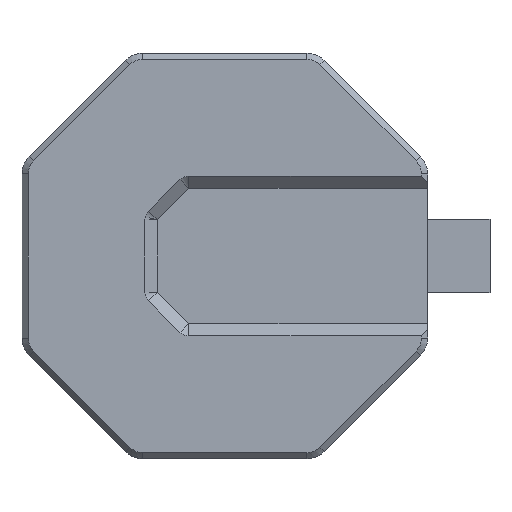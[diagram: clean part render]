
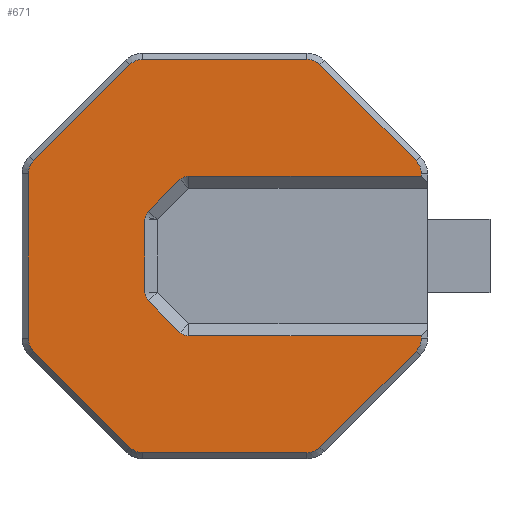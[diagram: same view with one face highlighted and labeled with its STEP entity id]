
A CAD part, front view. The second image highlights one B-rep face of the part: STEP entity #671.
In plain terms, the highlighted planar face has unit normal (0, -1, 0).
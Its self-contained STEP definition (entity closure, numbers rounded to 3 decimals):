
#5=DIRECTION('',(1.,0.,0.));
#6=VECTOR('',#5,37.887);
#7=CARTESIAN_POINT('',(-5.887,-9.,13.));
#8=LINE('',#7,#6);
#9=CARTESIAN_POINT('',(-5.887,-9.,11.));
#10=DIRECTION('',(0.,1.,0.));
#11=DIRECTION('',(-0.707,0.,0.707));
#12=AXIS2_PLACEMENT_3D('',#9,#10,#11);
#14=DIRECTION('',(0.707,0.,0.707));
#15=VECTOR('',#14,7.23);
#16=CARTESIAN_POINT('',(-12.414,-9.,7.302));
#17=LINE('',#16,#15);
#18=CARTESIAN_POINT('',(-11.,-9.,5.887));
#19=DIRECTION('',(0.,1.,0.));
#20=DIRECTION('',(-1.,0.,0.));
#21=AXIS2_PLACEMENT_3D('',#18,#19,#20);
#23=DIRECTION('',(0.,0.,1.));
#24=VECTOR('',#23,11.775);
#25=CARTESIAN_POINT('',(-13.,-9.,-5.887));
#26=LINE('',#25,#24);
#27=CARTESIAN_POINT('',(-11.,-9.,-5.887));
#28=DIRECTION('',(0.,1.,0.));
#29=DIRECTION('',(-0.707,0.,-0.707));
#30=AXIS2_PLACEMENT_3D('',#27,#28,#29);
#32=DIRECTION('',(-0.707,0.,0.707));
#33=VECTOR('',#32,7.23);
#34=CARTESIAN_POINT('',(-7.302,-9.,-12.414));
#35=LINE('',#34,#33);
#36=CARTESIAN_POINT('',(-5.887,-9.,-11.));
#37=DIRECTION('',(0.,1.,0.));
#38=DIRECTION('',(0.,0.,-1.));
#39=AXIS2_PLACEMENT_3D('',#36,#37,#38);
#41=DIRECTION('',(-1.,0.,0.));
#42=VECTOR('',#41,37.887);
#43=CARTESIAN_POINT('',(32.,-9.,-13.));
#44=LINE('',#43,#42);
#45=DIRECTION('',(0.,0.,1.));
#46=VECTOR('',#45,0.343);
#47=CARTESIAN_POINT('',(32.,-9.,-13.343));
#48=LINE('',#47,#46);
#49=CARTESIAN_POINT('',(29.,-9.,-13.343));
#50=DIRECTION('',(0.,-1.,0.));
#51=DIRECTION('',(0.707,0.,-0.707));
#52=AXIS2_PLACEMENT_3D('',#49,#50,#51);
#54=DIRECTION('',(0.707,0.,0.707));
#55=VECTOR('',#54,22.142);
#56=CARTESIAN_POINT('',(15.464,-9.,-31.121));
#57=LINE('',#56,#55);
#58=CARTESIAN_POINT('',(13.343,-9.,-29.));
#59=DIRECTION('',(0.,-1.,0.));
#60=DIRECTION('',(0.,0.,-1.));
#61=AXIS2_PLACEMENT_3D('',#58,#59,#60);
#63=DIRECTION('',(1.,0.,0.));
#64=VECTOR('',#63,26.686);
#65=CARTESIAN_POINT('',(-13.343,-9.,-32.));
#66=LINE('',#65,#64);
#67=CARTESIAN_POINT('',(-13.343,-9.,-29.));
#68=DIRECTION('',(0.,-1.,0.));
#69=DIRECTION('',(-0.707,0.,-0.707));
#70=AXIS2_PLACEMENT_3D('',#67,#68,#69);
#72=DIRECTION('',(0.707,0.,-0.707));
#73=VECTOR('',#72,22.142);
#74=CARTESIAN_POINT('',(-31.121,-9.,-15.464));
#75=LINE('',#74,#73);
#76=CARTESIAN_POINT('',(-29.,-9.,-13.343));
#77=DIRECTION('',(0.,-1.,0.));
#78=DIRECTION('',(-1.,0.,0.));
#79=AXIS2_PLACEMENT_3D('',#76,#77,#78);
#81=DIRECTION('',(0.,0.,-1.));
#82=VECTOR('',#81,26.686);
#83=CARTESIAN_POINT('',(-32.,-9.,13.343));
#84=LINE('',#83,#82);
#85=CARTESIAN_POINT('',(-29.,-9.,13.343));
#86=DIRECTION('',(0.,-1.,0.));
#87=DIRECTION('',(-0.707,0.,0.707));
#88=AXIS2_PLACEMENT_3D('',#85,#86,#87);
#90=DIRECTION('',(-0.707,0.,-0.707));
#91=VECTOR('',#90,22.142);
#92=CARTESIAN_POINT('',(-15.464,-9.,31.121));
#93=LINE('',#92,#91);
#94=CARTESIAN_POINT('',(-13.343,-9.,29.));
#95=DIRECTION('',(0.,-1.,0.));
#96=DIRECTION('',(0.,0.,1.));
#97=AXIS2_PLACEMENT_3D('',#94,#95,#96);
#99=DIRECTION('',(-1.,0.,0.));
#100=VECTOR('',#99,26.686);
#101=CARTESIAN_POINT('',(13.343,-9.,32.));
#102=LINE('',#101,#100);
#103=CARTESIAN_POINT('',(13.343,-9.,29.));
#104=DIRECTION('',(0.,-1.,0.));
#105=DIRECTION('',(0.707,0.,0.707));
#106=AXIS2_PLACEMENT_3D('',#103,#104,#105);
#108=DIRECTION('',(-0.707,0.,0.707));
#109=VECTOR('',#108,22.142);
#110=CARTESIAN_POINT('',(31.121,-9.,15.464));
#111=LINE('',#110,#109);
#112=CARTESIAN_POINT('',(29.,-9.,13.343));
#113=DIRECTION('',(0.,-1.,0.));
#114=DIRECTION('',(1.,0.,0.));
#115=AXIS2_PLACEMENT_3D('',#112,#113,#114);
#117=DIRECTION('',(0.,0.,1.));
#118=VECTOR('',#117,0.343);
#119=CARTESIAN_POINT('',(32.,-9.,13.));
#120=LINE('',#119,#118);
#465=CARTESIAN_POINT('',(31.121,-9.,-15.464));
#466=CARTESIAN_POINT('',(32.,-9.,-13.343));
#467=VERTEX_POINT('',#465);
#468=VERTEX_POINT('',#466);
#473=CARTESIAN_POINT('',(32.,-9.,13.343));
#474=CARTESIAN_POINT('',(31.121,-9.,15.464));
#475=VERTEX_POINT('',#473);
#476=VERTEX_POINT('',#474);
#481=CARTESIAN_POINT('',(15.464,-9.,31.121));
#482=VERTEX_POINT('',#481);
#485=CARTESIAN_POINT('',(13.343,-9.,32.));
#486=VERTEX_POINT('',#485);
#489=CARTESIAN_POINT('',(-13.343,-9.,32.));
#490=VERTEX_POINT('',#489);
#493=CARTESIAN_POINT('',(-15.464,-9.,31.121));
#494=VERTEX_POINT('',#493);
#497=CARTESIAN_POINT('',(-31.121,-9.,15.464));
#498=VERTEX_POINT('',#497);
#501=CARTESIAN_POINT('',(-32.,-9.,13.343));
#502=VERTEX_POINT('',#501);
#505=CARTESIAN_POINT('',(-32.,-9.,
-13.343));
#506=VERTEX_POINT('',#505);
#509=CARTESIAN_POINT('',(-31.121,-9.,-15.464));
#510=VERTEX_POINT('',#509);
#513=CARTESIAN_POINT('',(-15.464,-9.,
-31.121));
#514=VERTEX_POINT('',#513);
#517=CARTESIAN_POINT('',(-13.343,-9.,-32.));
#518=VERTEX_POINT('',#517);
#521=CARTESIAN_POINT('',(13.343,-9.,-32.));
#522=VERTEX_POINT('',#521);
#525=CARTESIAN_POINT('',(15.464,-9.,-31.121));
#526=VERTEX_POINT('',#525);
#533=CARTESIAN_POINT('',(-5.887,-9.,13.));
#534=CARTESIAN_POINT('',(32.,-9.,13.));
#535=VERTEX_POINT('',#533);
#536=VERTEX_POINT('',#534);
#537=CARTESIAN_POINT('',(-7.302,-9.,12.414));
#538=VERTEX_POINT('',#537);
#541=CARTESIAN_POINT('',(-12.414,-9.,7.302));
#542=VERTEX_POINT('',#541);
#543=CARTESIAN_POINT('',(-13.,-9.,5.887));
#544=VERTEX_POINT('',#543);
#547=CARTESIAN_POINT('',(-13.,-9.,
-5.887));
#548=VERTEX_POINT('',#547);
#549=CARTESIAN_POINT('',(-12.414,-9.,-7.302));
#550=VERTEX_POINT('',#549);
#553=CARTESIAN_POINT('',(-7.302,-9.,
-12.414));
#554=VERTEX_POINT('',#553);
#555=CARTESIAN_POINT('',(-5.887,-9.,-13.));
#556=VERTEX_POINT('',#555);
#557=CARTESIAN_POINT('',(32.,-9.,-13.));
#558=VERTEX_POINT('',#557);
#613=CARTESIAN_POINT('',(0.,-9.,0.));
#614=DIRECTION('',(0.,1.,0.));
#615=DIRECTION('',(-1.,0.,0.));
#616=AXIS2_PLACEMENT_3D('',#613,#614,#615);
#617=PLANE('',#616);
#619=ORIENTED_EDGE('',*,*,#618,.F.);
#621=ORIENTED_EDGE('',*,*,#620,.F.);
#623=ORIENTED_EDGE('',*,*,#622,.F.);
#625=ORIENTED_EDGE('',*,*,#624,.F.);
#627=ORIENTED_EDGE('',*,*,#626,.F.);
#629=ORIENTED_EDGE('',*,*,#628,.F.);
#631=ORIENTED_EDGE('',*,*,#630,.F.);
#633=ORIENTED_EDGE('',*,*,#632,.F.);
#635=ORIENTED_EDGE('',*,*,#634,.F.);
#637=ORIENTED_EDGE('',*,*,#636,.F.);
#639=ORIENTED_EDGE('',*,*,#638,.F.);
#641=ORIENTED_EDGE('',*,*,#640,.F.);
#643=ORIENTED_EDGE('',*,*,#642,.F.);
#645=ORIENTED_EDGE('',*,*,#644,.F.);
#647=ORIENTED_EDGE('',*,*,#646,.F.);
#649=ORIENTED_EDGE('',*,*,#648,.F.);
#651=ORIENTED_EDGE('',*,*,#650,.F.);
#653=ORIENTED_EDGE('',*,*,#652,.F.);
#655=ORIENTED_EDGE('',*,*,#654,.F.);
#657=ORIENTED_EDGE('',*,*,#656,.F.);
#659=ORIENTED_EDGE('',*,*,#658,.F.);
#661=ORIENTED_EDGE('',*,*,#660,.F.);
#663=ORIENTED_EDGE('',*,*,#662,.F.);
#665=ORIENTED_EDGE('',*,*,#664,.F.);
#666=ORIENTED_EDGE('',*,*,#602,.F.);
#668=ORIENTED_EDGE('',*,*,#667,.F.);
#669=EDGE_LOOP('',(#619,#621,#623,#625,#627,#629,#631,#633,#635,#637,#639,#641,
#643,#645,#647,#649,#651,#653,#655,#657,#659,#661,#663,#665,#666,#668));
#670=FACE_OUTER_BOUND('',#669,.F.);
#671=ADVANCED_FACE('',(#670),#617,.F.);
#13=CIRCLE('',#12,2.);
#22=CIRCLE('',#21,2.);
#31=CIRCLE('',#30,2.);
#40=CIRCLE('',#39,2.);
#53=CIRCLE('',#52,3.);
#62=CIRCLE('',#61,3.);
#71=CIRCLE('',#70,3.);
#80=CIRCLE('',#79,3.);
#89=CIRCLE('',#88,3.);
#98=CIRCLE('',#97,3.);
#107=CIRCLE('',#106,3.);
#116=CIRCLE('',#115,3.);
#602=EDGE_CURVE('',#475,#476,#116,.T.);
#618=EDGE_CURVE('',#535,#536,#8,.T.);
#620=EDGE_CURVE('',#538,#535,#13,.T.);
#622=EDGE_CURVE('',#542,#538,#17,.T.);
#624=EDGE_CURVE('',#544,#542,#22,.T.);
#626=EDGE_CURVE('',#548,#544,#26,.T.);
#628=EDGE_CURVE('',#550,#548,#31,.T.);
#630=EDGE_CURVE('',#554,#550,#35,.T.);
#632=EDGE_CURVE('',#556,#554,#40,.T.);
#634=EDGE_CURVE('',#558,#556,#44,.T.);
#636=EDGE_CURVE('',#468,#558,#48,.T.);
#638=EDGE_CURVE('',#467,#468,#53,.T.);
#640=EDGE_CURVE('',#526,#467,#57,.T.);
#642=EDGE_CURVE('',#522,#526,#62,.T.);
#644=EDGE_CURVE('',#518,#522,#66,.T.);
#646=EDGE_CURVE('',#514,#518,#71,.T.);
#648=EDGE_CURVE('',#510,#514,#75,.T.);
#650=EDGE_CURVE('',#506,#510,#80,.T.);
#652=EDGE_CURVE('',#502,#506,#84,.T.);
#654=EDGE_CURVE('',#498,#502,#89,.T.);
#656=EDGE_CURVE('',#494,#498,#93,.T.);
#658=EDGE_CURVE('',#490,#494,#98,.T.);
#660=EDGE_CURVE('',#486,#490,#102,.T.);
#662=EDGE_CURVE('',#482,#486,#107,.T.);
#664=EDGE_CURVE('',#476,#482,#111,.T.);
#667=EDGE_CURVE('',#536,#475,#120,.T.);
